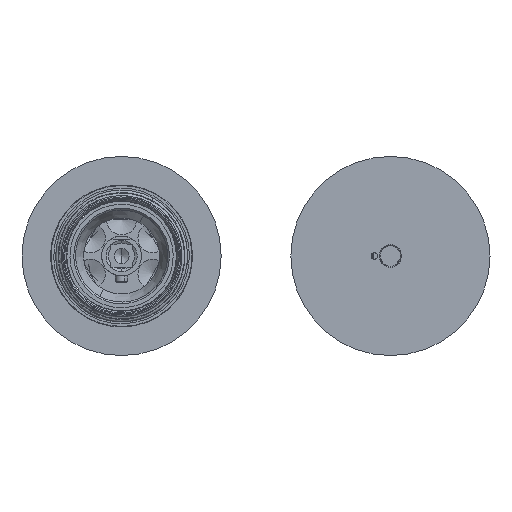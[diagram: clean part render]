
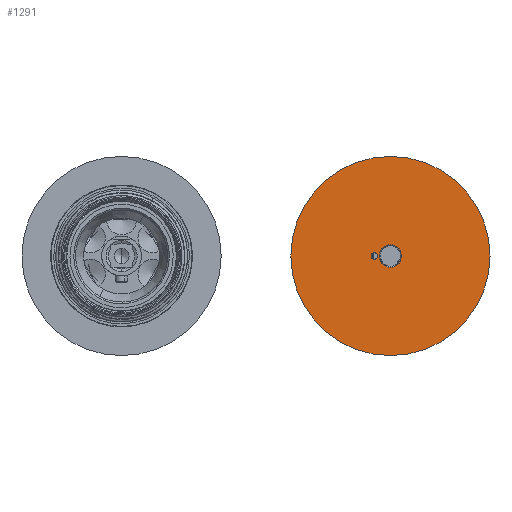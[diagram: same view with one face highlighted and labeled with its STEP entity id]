
A CAD part, front view. The second image highlights one B-rep face of the part: STEP entity #1291.
In plain terms, the highlighted face is planar.
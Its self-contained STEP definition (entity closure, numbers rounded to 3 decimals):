
#1189=CARTESIAN_POINT('Vertex',(40.,0.,0.)) ;
#1194=CARTESIAN_POINT('Axis2P3D Location',(0.,0.,0.)) ;
#1198=CARTESIAN_POINT('Vertex',(-40.,0.,0.)) ;
#1228=CARTESIAN_POINT('Axis2P3D Location',(0.,0.,0.)) ;
#1246=CARTESIAN_POINT('Axis2P3D Location',(0.,0.,0.)) ;
#1255=CARTESIAN_POINT('Axis2P3D Location',(0.,0.,0.)) ;
#1259=CARTESIAN_POINT('Vertex',(4.5,0.,0.)) ;
#1261=CARTESIAN_POINT('Vertex',(-4.5,0.,0.)) ;
#1264=CARTESIAN_POINT('Axis2P3D Location',(0.,0.,0.)) ;
#1273=CARTESIAN_POINT('Axis2P3D Location',(-6.5,0.,0.)) ;
#1277=CARTESIAN_POINT('Vertex',(-5.2,0.,0.)) ;
#1279=CARTESIAN_POINT('Vertex',(-7.8,0.,0.)) ;
#1282=CARTESIAN_POINT('Axis2P3D Location',(-6.5,0.,0.)) ;
#1195=DIRECTION('Axis2P3D Direction',(0.,0.,1.)) ;
#1229=DIRECTION('Axis2P3D Direction',(0.,0.,1.)) ;
#1247=DIRECTION('Axis2P3D Direction',(0.,0.,1.)) ;
#1248=DIRECTION('Axis2P3D XDirection',(1.,0.,0.)) ;
#1256=DIRECTION('Axis2P3D Direction',(0.,0.,1.)) ;
#1265=DIRECTION('Axis2P3D Direction',(0.,0.,1.)) ;
#1274=DIRECTION('Axis2P3D Direction',(0.,0.,1.)) ;
#1283=DIRECTION('Axis2P3D Direction',(0.,0.,1.)) ;
#1196=AXIS2_PLACEMENT_3D('Circle Axis2P3D',#1194,#1195,$) ;
#1230=AXIS2_PLACEMENT_3D('Circle Axis2P3D',#1228,#1229,$) ;
#1249=AXIS2_PLACEMENT_3D('Plane Axis2P3D',#1246,#1247,#1248) ;
#1257=AXIS2_PLACEMENT_3D('Circle Axis2P3D',#1255,#1256,$) ;
#1266=AXIS2_PLACEMENT_3D('Circle Axis2P3D',#1264,#1265,$) ;
#1275=AXIS2_PLACEMENT_3D('Circle Axis2P3D',#1273,#1274,$) ;
#1284=AXIS2_PLACEMENT_3D('Circle Axis2P3D',#1282,#1283,$) ;
#1197=CIRCLE('generated circle',#1196,40.) ;
#1231=CIRCLE('generated circle',#1230,40.) ;
#1258=CIRCLE('generated circle',#1257,4.5) ;
#1267=CIRCLE('generated circle',#1266,4.5) ;
#1276=CIRCLE('generated circle',#1275,1.3) ;
#1285=CIRCLE('generated circle',#1284,1.3) ;
#1250=PLANE('',#1249) ;
#1272=FACE_BOUND('',#1269,.T.) ;
#1290=FACE_BOUND('',#1287,.T.) ;
#1200=EDGE_CURVE('',#1190,#1199,#1197,.T.) ;
#1232=EDGE_CURVE('',#1199,#1190,#1231,.T.) ;
#1263=EDGE_CURVE('',#1260,#1262,#1258,.T.) ;
#1268=EDGE_CURVE('',#1262,#1260,#1267,.T.) ;
#1281=EDGE_CURVE('',#1278,#1280,#1276,.T.) ;
#1286=EDGE_CURVE('',#1280,#1278,#1285,.T.) ;
#1252=ORIENTED_EDGE('',*,*,#1232,.F.) ;
#1253=ORIENTED_EDGE('',*,*,#1200,.F.) ;
#1270=ORIENTED_EDGE('',*,*,#1263,.T.) ;
#1271=ORIENTED_EDGE('',*,*,#1268,.T.) ;
#1288=ORIENTED_EDGE('',*,*,#1281,.T.) ;
#1289=ORIENTED_EDGE('',*,*,#1286,.T.) ;
#1251=EDGE_LOOP('',(#1252,#1253)) ;
#1269=EDGE_LOOP('',(#1270,#1271)) ;
#1287=EDGE_LOOP('',(#1288,#1289)) ;
#1190=VERTEX_POINT('',#1189) ;
#1199=VERTEX_POINT('',#1198) ;
#1260=VERTEX_POINT('',#1259) ;
#1262=VERTEX_POINT('',#1261) ;
#1278=VERTEX_POINT('',#1277) ;
#1280=VERTEX_POINT('',#1279) ;
#1291=ADVANCED_FACE('PartBody',(#1254,#1272,#1290),#1250,.F.) ;
#1254=FACE_OUTER_BOUND('',#1251,.T.) ;
